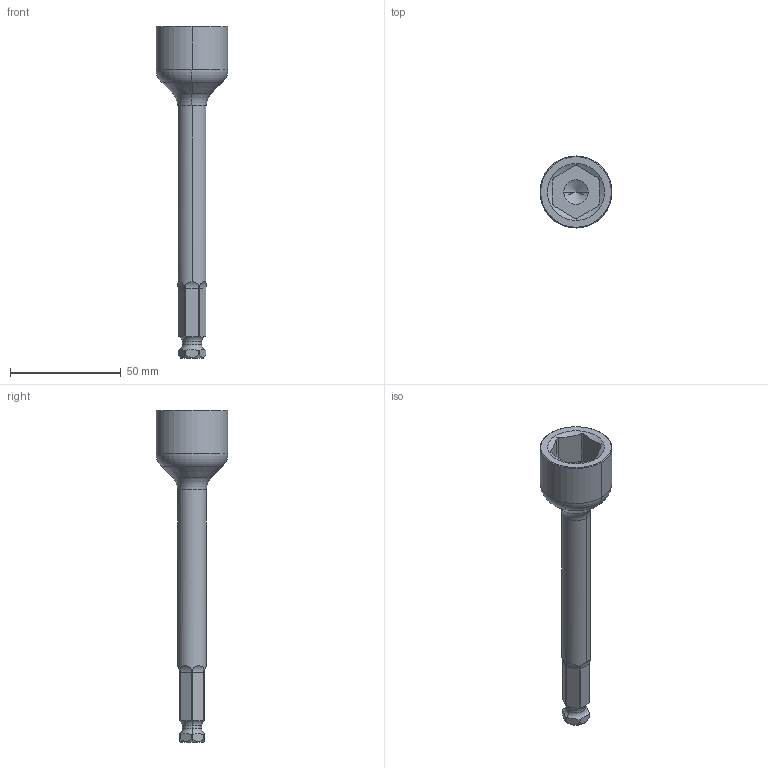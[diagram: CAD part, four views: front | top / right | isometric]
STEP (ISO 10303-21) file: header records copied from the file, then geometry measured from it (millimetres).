
FILE_DESCRIPTION((''),'2;1');
FILE_NAME('4027101221','2024-01-02T12:42:10',('a00565553'),(''),'CREO PARAMETRIC BY PTC INC, 2022414','CREO PARAMETRIC BY PTC INC, 2022414','');
FILE_SCHEMA(('CONFIG_CONTROL_DESIGN','GEOMETRIC_VALIDATION_PROPERTIES_MIM'));
Length unit declared in the file: millimetre
Products named in the file (1): 4027101221
Bounding box: 32.5 x 32.5 x 150 mm (x, y, z)
Volume: 30627.5 mm3; surface area: 10262.9 mm2
Topology: 1 solids, 1 shells, 77 faces, 194 edges, 119 vertices
Faces by surface type: cylinder 32, plane 21, torus 14, cone 10
Entity records: 2629 total; most frequent: CARTESIAN_POINT 699, DIRECTION 384, ORIENTED_EDGE 384, EDGE_CURVE 192, AXIS2_PLACEMENT_3D 159, VERTEX_POINT 119, CIRCLE 82, EDGE_LOOP 79
